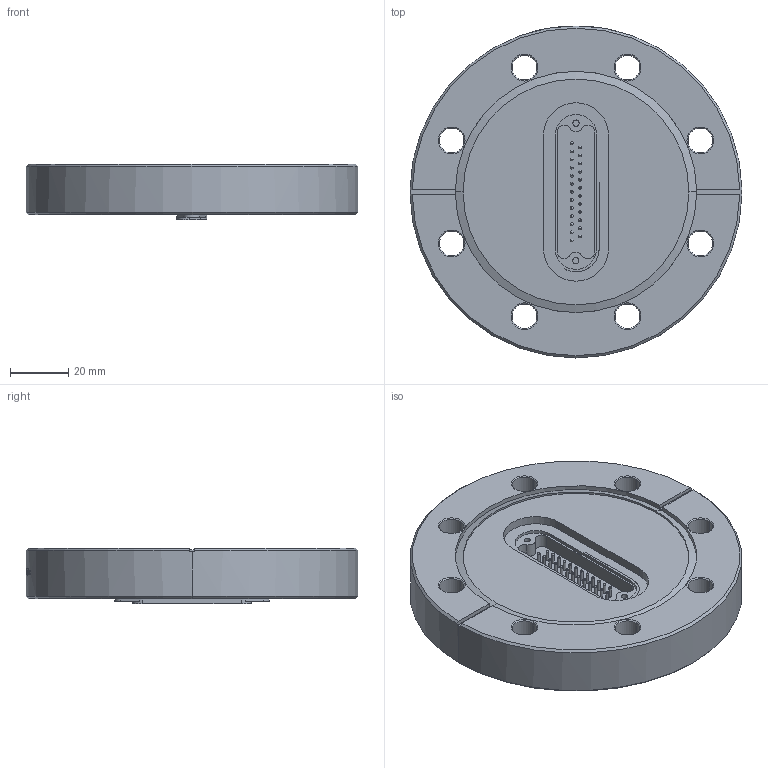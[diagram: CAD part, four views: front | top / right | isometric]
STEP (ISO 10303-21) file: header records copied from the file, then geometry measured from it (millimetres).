
FILE_DESCRIPTION(/* description */ ('Alibre Inc.'),/* implementation_level */ '2;1');
FILE_NAME(/* name */ 'export0',/* time_stamp */ '2009-04-27T09:13:50-07:00',/* author */ (''),/* organization */ (''),/* preprocessor_version */ 'ST-DEVELOPER v10',/* originating_system */ 'Alibre',/* authorisation */ '');
FILE_SCHEMA (('CONFIG_CONTROL_DESIGN'));
Length unit declared in the file: centimetre
Products named in the file (1): ID_1
Bounding box: 113.54 x 113.54 x 19.11 mm (x, y, z)
Volume: 151917.1 mm3; surface area: 33122.2 mm2
Topology: 1 solids, 1 shells, 567 faces, 1396 edges, 918 vertices
Faces by surface type: plane 206, bspline 140, cylinder 132, torus 50, cone 38, sphere 1
Full cylindrical faces by diameter (mm): 0.94 x50, 2.156 x4
Entity records: 40058 total; most frequent: CARTESIAN_POINT 28668, ORIENTED_EDGE 2484, DIRECTION 1692, EDGE_CURVE 1242, VERTEX_POINT 868, AXIS2_PLACEMENT_3D 805, EDGE_LOOP 776, FACE_BOUND 776
